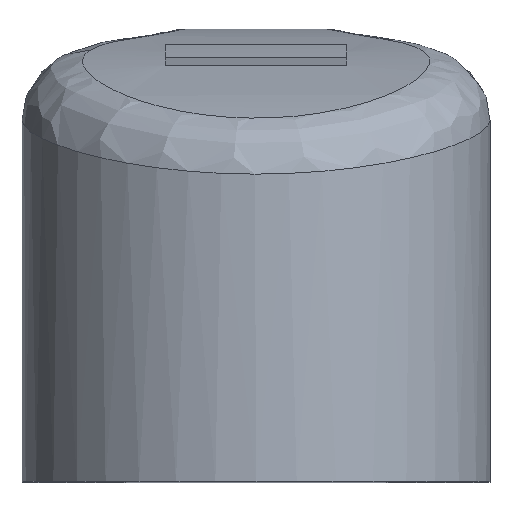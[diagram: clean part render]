
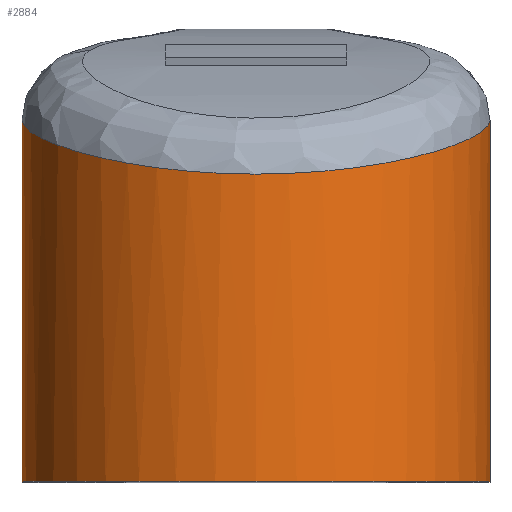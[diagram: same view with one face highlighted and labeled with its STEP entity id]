
A CAD part, top view. The second image highlights one B-rep face of the part: STEP entity #2884.
In plain terms, the highlighted cylindrical face has radius 7.75 mm (diameter 15.5 mm), a partial arc.
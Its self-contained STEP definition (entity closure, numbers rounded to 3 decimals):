
#616=CARTESIAN_POINT('POINT37',(-7.75,11.97,
   9.));
#617=VERTEX_POINT('VERTEX37',#616);
#629=CARTESIAN_POINT('POINT38',(7.75,11.97,9.
   ));
#630=VERTEX_POINT('VERTEX38',#629);
#631=B_SPLINE_CURVE_WITH_KNOTS('SPLINE_CRV5',3,(#632,#633,#634,#635,#636
   ,#637,#638,#639,#640,#641,#642,#643,#644,#645,#646,#647,#648,#649,
   #650,#651,#652,#653),.UNSPECIFIED.,.F.,.F.,(4,1,1,1,1,1,1,1,1,1,1,1,1
   ,1,1,1,1,1,1,4),(0.158,0.191,
   0.229,0.268,0.306,
   0.344,0.381,0.418,
   0.454,0.487,0.521,
   0.554,0.59,0.627,
   0.664,0.703,0.742,
   0.78,0.819,0.842),
   .UNSPECIFIED.);
#632=CARTESIAN_POINT('',(7.75,11.97,9.));
#633=CARTESIAN_POINT('',(7.75,11.903,
   9.391));
#634=CARTESIAN_POINT('',(7.686,11.75,
   10.234));
#635=CARTESIAN_POINT('',(7.379,11.498,
   11.495));
#636=CARTESIAN_POINT('',(6.833,11.224,
   12.739));
#637=CARTESIAN_POINT('',(6.081,10.954,
   13.867));
#638=CARTESIAN_POINT('',(5.154,10.705,
   14.838));
#639=CARTESIAN_POINT('',(4.086,10.49,
   15.629));
#640=CARTESIAN_POINT('',(2.913,10.323,
   16.221));
#641=CARTESIAN_POINT('',(1.692,10.213,
   16.598));
#642=CARTESIAN_POINT('',(0.461,10.163,
   16.768));
#643=CARTESIAN_POINT('',(-0.75,10.17,
   16.745));
#644=CARTESIAN_POINT('',(-1.973,10.233,
   16.53));
#645=CARTESIAN_POINT('',(-3.178,10.355,
   16.108));
#646=CARTESIAN_POINT('',(-4.327,10.533,
   15.474));
#647=CARTESIAN_POINT('',(-5.37,10.756,
   14.642));
#648=CARTESIAN_POINT('',(-6.269,11.013,
   13.625));
#649=CARTESIAN_POINT('',(-6.986,11.29,
   12.449));
#650=CARTESIAN_POINT('',(-7.483,11.566,
   11.168));
#651=CARTESIAN_POINT('',(-7.711,11.793,
   10.001));
#652=CARTESIAN_POINT('',(-7.75,11.923,
   9.274));
#653=CARTESIAN_POINT('',(-7.75,11.97,9.));
#654=EDGE_CURVE('EDGE53',#630,#617,#631,.T.);
#2845=CARTESIAN_POINT('POINT49',(-7.75,0.,9.));
#2846=VERTEX_POINT('VERTEX49',#2845);
#2847=CARTESIAN_POINT('POS76',(-7.75,0.,9.));
#2848=DIRECTION('DIR115',(0.,-1.,0.));
#2849=VECTOR('VEC37',#2848,1.);
#2850=LINE('STRAIGHT37',#2847,#2849);
#2851=EDGE_CURVE('EDGE70',#617,#2846,#2850,.T.);
#2855=CARTESIAN_POINT('POS77',(0.,0.,9.));
#2856=DIRECTION('DIR116',(0.,1.,0.));
#2857=DIRECTION('DIR117',(1.,0.,0.));
#2858=AXIS2_PLACEMENT_3D('AXIS40',#2855,#2856,#2857);
#2859=CIRCLE('ELLIPSE19',#2858,7.75);
#2864=CARTESIAN_POINT('POS78',(0.,0.,9.));
#2865=DIRECTION('DIR118',(0.,1.,0.));
#2866=DIRECTION('DIR119',(1.,0.,0.));
#2867=AXIS2_PLACEMENT_3D('AXIS41',#2864,#2865,#2866);
#2868=CYLINDRICAL_SURFACE('CONE_SURF6',#2867,7.75);
#2870=CARTESIAN_POINT('POINT50',(7.75,0.,9.));
#2871=VERTEX_POINT('VERTEX50',#2870);
#2872=CARTESIAN_POINT('POS79',(7.75,0.,9.));
#2873=DIRECTION('DIR120',(0.,1.,0.));
#2874=VECTOR('VEC38',#2873,1.);
#2875=LINE('STRAIGHT38',#2872,#2874);
#2876=EDGE_CURVE('EDGE72',#2871,#630,#2875,.T.);
#2877=ORIENTED_EDGE('COEDGE129',*,*,#2876,.T.);
#2878=ORIENTED_EDGE('COEDGE130',*,*,#654,.T.);
#2879=ORIENTED_EDGE('COEDGE131',*,*,#2851,.T.);
#2880=EDGE_CURVE('EDGE73',#2846,#2871,#2859,.T.);
#2881=ORIENTED_EDGE('COEDGE132',*,*,#2880,.T.);
#2882=EDGE_LOOP('NONE',(#2877,#2878,#2879,#2881));
#2883=FACE_BOUND('LOOP1',#2882,.T.);
#2884=ADVANCED_FACE('FACE26',(#2883),#2868,.T.);
